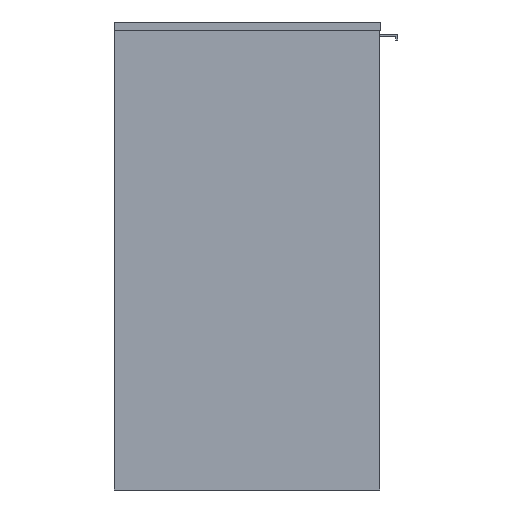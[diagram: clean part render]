
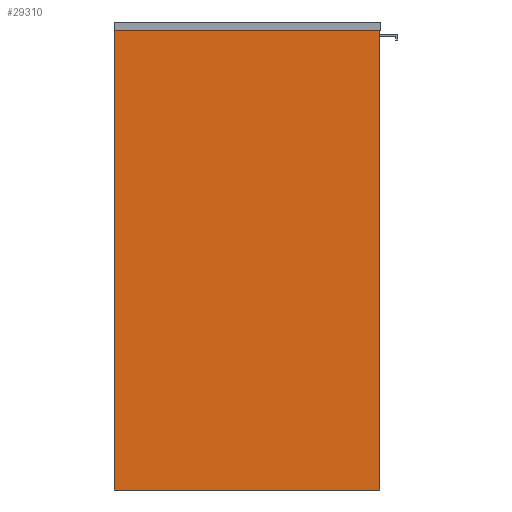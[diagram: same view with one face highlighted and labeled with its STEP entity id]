
A CAD part, left-side view. The second image highlights one B-rep face of the part: STEP entity #29310.
In plain terms, the highlighted planar face has unit normal (-1, 0, 0).
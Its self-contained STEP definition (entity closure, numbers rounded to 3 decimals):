
#1464=PLANE('',#31812);
#3345=FACE_OUTER_BOUND('',#4987,.T.);
#4987=EDGE_LOOP('',(#27242,#27243,#27244,#27245));
#8042=LINE('',#51506,#11114);
#8046=LINE('',#51514,#11118);
#8049=LINE('',#51520,#11121);
#8052=LINE('',#51525,#11124);
#11114=VECTOR('',#39777,240.);
#11118=VECTOR('',#39783,415.);
#11121=VECTOR('',#39788,240.);
#11124=VECTOR('',#39793,415.);
#14696=VERTEX_POINT('',#51504);
#14697=VERTEX_POINT('',#51505);
#14700=VERTEX_POINT('',#51513);
#14702=VERTEX_POINT('',#51519);
#18874=EDGE_CURVE('',#14696,#14697,#8042,.T.);
#18878=EDGE_CURVE('',#14700,#14696,#8046,.T.);
#18881=EDGE_CURVE('',#14702,#14700,#8049,.T.);
#18884=EDGE_CURVE('',#14697,#14702,#8052,.T.);
#27242=ORIENTED_EDGE('',*,*,#18884,.F.);
#27243=ORIENTED_EDGE('',*,*,#18874,.F.);
#27244=ORIENTED_EDGE('',*,*,#18878,.F.);
#27245=ORIENTED_EDGE('',*,*,#18881,.F.);
#29310=ADVANCED_FACE('',(#3345),#1464,.F.);
#31812=AXIS2_PLACEMENT_3D('',#51528,#39797,#39798);
#39777=DIRECTION('',(0.,1.,0.));
#39783=DIRECTION('',(0.,0.,-1.));
#39788=DIRECTION('',(0.,-1.,0.));
#39793=DIRECTION('',(0.,0.,1.));
#39797=DIRECTION('center_axis',(1.,0.,0.));
#39798=DIRECTION('ref_axis',(0.,0.,-1.));
#51504=CARTESIAN_POINT('',(0.,0.,0.));
#51505=CARTESIAN_POINT('',(0.,240.,0.));
#51506=CARTESIAN_POINT('',(0.,0.,0.));
#51513=CARTESIAN_POINT('',(0.,0.,415.));
#51514=CARTESIAN_POINT('',(0.,0.,415.));
#51519=CARTESIAN_POINT('',(0.,240.,415.));
#51520=CARTESIAN_POINT('',(0.,240.,415.));
#51525=CARTESIAN_POINT('',(0.,240.,0.));
#51528=CARTESIAN_POINT('Origin',(0.,120.,207.5));
